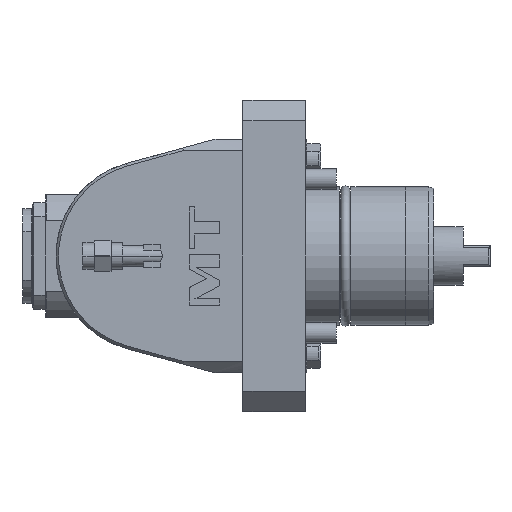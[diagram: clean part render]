
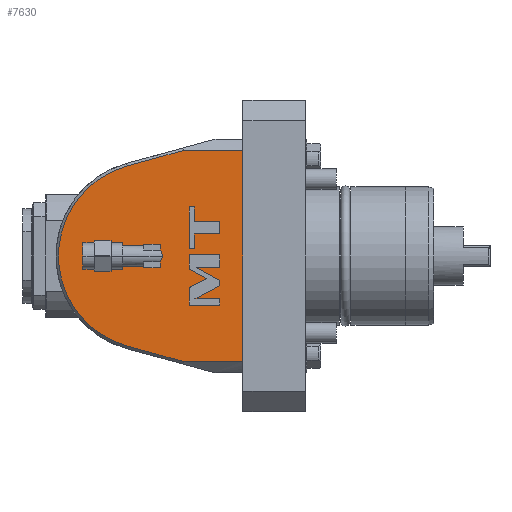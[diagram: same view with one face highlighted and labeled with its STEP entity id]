
A CAD part, front view. The second image highlights one B-rep face of the part: STEP entity #7630.
In plain terms, the highlighted planar face has unit normal (0, -1, 0).
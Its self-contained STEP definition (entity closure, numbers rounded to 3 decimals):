
#599=DIRECTION('',(0.,0.,-1.));
#600=VECTOR('',#599,82.365);
#601=CARTESIAN_POINT('',(-24.5,-45.,41.183));
#602=LINE('',#601,#600);
#780=DIRECTION('',(1.,0.,0.));
#781=VECTOR('',#780,23.29);
#782=CARTESIAN_POINT('',(-47.79,-45.,-41.183));
#783=LINE('',#782,#781);
#784=DIRECTION('',(1.,0.,0.));
#785=VECTOR('',#784,23.29);
#786=CARTESIAN_POINT('',(-47.79,-45.,41.183));
#787=LINE('',#786,#785);
#788=CARTESIAN_POINT('',(-60.,-45.,0.));
#789=DIRECTION('',(0.,1.,0.));
#790=DIRECTION('',(-1.,0.,0.));
#791=AXIS2_PLACEMENT_3D('',#788,#789,#790);
#793=CARTESIAN_POINT('',(-60.,-45.,0.));
#794=DIRECTION('',(0.,1.,0.));
#795=DIRECTION('',(1.,0.,0.));
#796=AXIS2_PLACEMENT_3D('',#793,#794,#795);
#798=CARTESIAN_POINT('',(-44.719,-45.,-11.863));
#799=CARTESIAN_POINT('',(-45.201,-45.,-12.112));
#800=CARTESIAN_POINT('',(-45.5,-45.,-12.604));
#801=CARTESIAN_POINT('',(-45.5,-45.,-13.146));
#803=DIRECTION('',(0.,0.,-1.));
#804=VECTOR('',#803,6.032);
#805=CARTESIAN_POINT('',(-45.5,-45.,-13.146));
#806=LINE('',#805,#804);
#807=DIRECTION('',(1.,0.,0.));
#808=VECTOR('',#807,12.);
#809=CARTESIAN_POINT('',(-45.5,-45.,-19.178));
#810=LINE('',#809,#808);
#811=DIRECTION('',(0.,0.,1.));
#812=VECTOR('',#811,2.496);
#813=CARTESIAN_POINT('',(-33.5,-45.,-19.178));
#814=LINE('',#813,#812);
#815=DIRECTION('',(-1.,0.,0.));
#816=VECTOR('',#815,9.721);
#817=CARTESIAN_POINT('',(-33.5,-45.,-16.682));
#818=LINE('',#817,#816);
#819=DIRECTION('',(0.888,0.,0.459));
#820=VECTOR('',#819,10.064);
#821=CARTESIAN_POINT('',(-43.221,-45.,-16.682));
#822=LINE('',#821,#820);
#823=CARTESIAN_POINT('',(-34.281,-45.,-12.059));
#824=CARTESIAN_POINT('',(-33.799,-45.,-11.81));
#825=CARTESIAN_POINT('',(-33.5,-45.,-11.318));
#826=CARTESIAN_POINT('',(-33.5,-45.,-10.775));
#828=DIRECTION('',(0.,0.,1.));
#829=VECTOR('',#828,1.252);
#830=CARTESIAN_POINT('',(-33.5,-45.,-10.775));
#831=LINE('',#830,#829);
#832=DIRECTION('',(-0.877,0.,0.481));
#833=VECTOR('',#832,10.412);
#834=CARTESIAN_POINT('',(-33.5,-45.,-9.523));
#835=LINE('',#834,#833);
#836=DIRECTION('',(1.,0.,0.));
#837=VECTOR('',#836,9.127);
#838=CARTESIAN_POINT('',(-42.627,-45.,-4.513));
#839=LINE('',#838,#837);
#840=DIRECTION('',(0.,0.,1.));
#841=VECTOR('',#840,5.05);
#842=CARTESIAN_POINT('',(-33.5,-45.,-4.513));
#843=LINE('',#842,#841);
#844=DIRECTION('',(-1.,0.,0.));
#845=VECTOR('',#844,12.);
#846=CARTESIAN_POINT('',(-33.5,-45.,0.537));
#847=LINE('',#846,#845);
#848=DIRECTION('',(0.,0.,-1.));
#849=VECTOR('',#848,5.693);
#850=CARTESIAN_POINT('',(-45.5,-45.,0.537));
#851=LINE('',#850,#849);
#852=DIRECTION('',(0.877,0.,-0.481));
#853=VECTOR('',#852,7.609);
#854=CARTESIAN_POINT('',(-45.5,-45.,-5.156));
#855=LINE('',#854,#853);
#856=DIRECTION('',(-0.888,0.,-0.459));
#857=VECTOR('',#856,6.63);
#858=CARTESIAN_POINT('',(-38.83,-45.,-8.818));
#859=LINE('',#858,#857);
#860=DIRECTION('',(1.,0.,0.));
#861=VECTOR('',#860,9.956);
#862=CARTESIAN_POINT('',(-43.456,-45.,8.607));
#863=LINE('',#862,#861);
#864=DIRECTION('',(0.,0.,1.));
#865=VECTOR('',#864,4.752);
#866=CARTESIAN_POINT('',(-33.5,-45.,8.607));
#867=LINE('',#866,#865);
#868=DIRECTION('',(-1.,0.,0.));
#869=VECTOR('',#868,9.956);
#870=CARTESIAN_POINT('',(-33.5,-45.,13.359));
#871=LINE('',#870,#869);
#872=DIRECTION('',(0.,0.,1.));
#873=VECTOR('',#872,5.818);
#874=CARTESIAN_POINT('',(-43.456,-45.,13.359));
#875=LINE('',#874,#873);
#876=DIRECTION('',(-1.,0.,0.));
#877=VECTOR('',#876,2.044);
#878=CARTESIAN_POINT('',(-43.456,-45.,19.177));
#879=LINE('',#878,#877);
#880=DIRECTION('',(0.,0.,-1.));
#881=VECTOR('',#880,16.388);
#882=CARTESIAN_POINT('',(-45.5,-45.,19.177));
#883=LINE('',#882,#881);
#884=DIRECTION('',(1.,0.,0.));
#885=VECTOR('',#884,2.044);
#886=CARTESIAN_POINT('',(-45.5,-45.,2.789));
#887=LINE('',#886,#885);
#888=DIRECTION('',(0.,0.,1.));
#889=VECTOR('',#888,5.818);
#890=CARTESIAN_POINT('',(-43.456,-45.,2.789));
#891=LINE('',#890,#889);
#1697=DIRECTION('',(-0.965,0.,-0.264));
#1698=VECTOR('',#1697,22.646);
#1699=CARTESIAN_POINT('',(-47.79,-45.,41.183));
#1700=LINE('',#1699,#1698);
#1716=CARTESIAN_POINT('',(-60.,-45.,0.));
#1717=DIRECTION('',(0.,-1.,0.));
#1718=DIRECTION('',(-0.264,0.,0.965));
#1719=AXIS2_PLACEMENT_3D('',#1716,#1717,#1718);
#1730=DIRECTION('',(-0.965,0.,0.264));
#1731=VECTOR('',#1730,22.646);
#1732=CARTESIAN_POINT('',(-47.79,-45.,-41.183));
#1733=LINE('',#1732,#1731);
#5831=CARTESIAN_POINT('',(-64.,-45.,0.));
#5832=CARTESIAN_POINT('',(-56.,-45.,0.));
#5833=VERTEX_POINT('',#5831);
#5834=VERTEX_POINT('',#5832);
#5960=CARTESIAN_POINT('',(-47.79,-45.,41.183));
#5961=CARTESIAN_POINT('',(-69.633,-45.,35.206));
#5962=VERTEX_POINT('',#5960);
#5963=VERTEX_POINT('',#5961);
#5968=CARTESIAN_POINT('',(-69.633,-45.,-35.206));
#5969=VERTEX_POINT('',#5968);
#5972=CARTESIAN_POINT('',(-47.79,-45.,-41.183));
#5973=VERTEX_POINT('',#5972);
#5992=CARTESIAN_POINT('',(-24.5,-45.,41.183));
#5993=CARTESIAN_POINT('',(-24.5,-45.,-41.183));
#5994=VERTEX_POINT('',#5992);
#5995=VERTEX_POINT('',#5993);
#6424=CARTESIAN_POINT('',(-44.719,-45.,-11.863));
#6425=VERTEX_POINT('',#6424);
#6426=CARTESIAN_POINT('',(-45.5,-45.,-13.146));
#6427=VERTEX_POINT('',#6426);
#6428=CARTESIAN_POINT('',(-45.5,-45.,-19.178));
#6429=VERTEX_POINT('',#6428);
#6430=CARTESIAN_POINT('',(-33.5,-45.,-19.178));
#6431=VERTEX_POINT('',#6430);
#6432=CARTESIAN_POINT('',(-33.5,-45.,-16.682));
#6433=VERTEX_POINT('',#6432);
#6434=CARTESIAN_POINT('',(-43.221,-45.,-16.682));
#6435=VERTEX_POINT('',#6434);
#6436=CARTESIAN_POINT('',(-34.281,-45.,-12.059));
#6437=VERTEX_POINT('',#6436);
#6438=CARTESIAN_POINT('',(-33.5,-45.,-10.775));
#6439=VERTEX_POINT('',#6438);
#6440=CARTESIAN_POINT('',(-33.5,-45.,-9.523));
#6441=VERTEX_POINT('',#6440);
#6442=CARTESIAN_POINT('',(-42.627,-45.,-4.513));
#6443=VERTEX_POINT('',#6442);
#6444=CARTESIAN_POINT('',(-33.5,-45.,-4.513));
#6445=VERTEX_POINT('',#6444);
#6446=CARTESIAN_POINT('',(-33.5,-45.,0.537));
#6447=VERTEX_POINT('',#6446);
#6448=CARTESIAN_POINT('',(-45.5,-45.,0.537));
#6449=VERTEX_POINT('',#6448);
#6450=CARTESIAN_POINT('',(-45.5,-45.,-5.156));
#6451=VERTEX_POINT('',#6450);
#6452=CARTESIAN_POINT('',(-38.83,-45.,-8.818));
#6453=VERTEX_POINT('',#6452);
#6454=CARTESIAN_POINT('',(-43.456,-45.,8.607));
#6455=VERTEX_POINT('',#6454);
#6456=CARTESIAN_POINT('',(-33.5,-45.,8.607));
#6457=VERTEX_POINT('',#6456);
#6458=CARTESIAN_POINT('',(-33.5,-45.,13.359));
#6459=VERTEX_POINT('',#6458);
#6460=CARTESIAN_POINT('',(-43.456,-45.,13.359));
#6461=VERTEX_POINT('',#6460);
#6462=CARTESIAN_POINT('',(-43.456,-45.,19.177));
#6463=VERTEX_POINT('',#6462);
#6464=CARTESIAN_POINT('',(-45.5,-45.,19.177));
#6465=VERTEX_POINT('',#6464);
#6466=CARTESIAN_POINT('',(-45.5,-45.,2.789));
#6467=VERTEX_POINT('',#6466);
#6468=CARTESIAN_POINT('',(-43.456,-45.,2.789));
#6469=VERTEX_POINT('',#6468);
#7557=CARTESIAN_POINT('',(-70.767,-45.,12.831));
#7558=DIRECTION('',(0.,1.,0.));
#7559=DIRECTION('',(0.,0.,-1.));
#7560=AXIS2_PLACEMENT_3D('',#7557,#7558,#7559);
#7561=PLANE('',#7560);
#7562=ORIENTED_EDGE('',*,*,#7242,.T.);
#7564=ORIENTED_EDGE('',*,*,#7563,.F.);
#7566=ORIENTED_EDGE('',*,*,#7565,.T.);
#7568=ORIENTED_EDGE('',*,*,#7567,.F.);
#7570=ORIENTED_EDGE('',*,*,#7569,.F.);
#7571=ORIENTED_EDGE('',*,*,#7547,.T.);
#7572=EDGE_LOOP('',(#7562,#7564,#7566,#7568,#7570,#7571));
#7573=FACE_OUTER_BOUND('',#7572,.F.);
#7575=ORIENTED_EDGE('',*,*,#7574,.F.);
#7577=ORIENTED_EDGE('',*,*,#7576,.F.);
#7578=EDGE_LOOP('',(#7575,#7577));
#7579=FACE_BOUND('',#7578,.F.);
#7581=ORIENTED_EDGE('',*,*,#7580,.T.);
#7583=ORIENTED_EDGE('',*,*,#7582,.T.);
#7585=ORIENTED_EDGE('',*,*,#7584,.T.);
#7587=ORIENTED_EDGE('',*,*,#7586,.T.);
#7589=ORIENTED_EDGE('',*,*,#7588,.T.);
#7591=ORIENTED_EDGE('',*,*,#7590,.T.);
#7593=ORIENTED_EDGE('',*,*,#7592,.T.);
#7595=ORIENTED_EDGE('',*,*,#7594,.T.);
#7597=ORIENTED_EDGE('',*,*,#7596,.T.);
#7599=ORIENTED_EDGE('',*,*,#7598,.T.);
#7601=ORIENTED_EDGE('',*,*,#7600,.T.);
#7603=ORIENTED_EDGE('',*,*,#7602,.T.);
#7605=ORIENTED_EDGE('',*,*,#7604,.T.);
#7607=ORIENTED_EDGE('',*,*,#7606,.T.);
#7609=ORIENTED_EDGE('',*,*,#7608,.T.);
#7610=EDGE_LOOP('',(#7581,#7583,#7585,#7587,#7589,#7591,#7593,#7595,#7597,#7599,
#7601,#7603,#7605,#7607,#7609));
#7611=FACE_BOUND('',#7610,.F.);
#7613=ORIENTED_EDGE('',*,*,#7612,.T.);
#7615=ORIENTED_EDGE('',*,*,#7614,.T.);
#7617=ORIENTED_EDGE('',*,*,#7616,.T.);
#7619=ORIENTED_EDGE('',*,*,#7618,.T.);
#7621=ORIENTED_EDGE('',*,*,#7620,.T.);
#7623=ORIENTED_EDGE('',*,*,#7622,.T.);
#7625=ORIENTED_EDGE('',*,*,#7624,.T.);
#7627=ORIENTED_EDGE('',*,*,#7626,.T.);
#7628=EDGE_LOOP('',(#7613,#7615,#7617,#7619,#7621,#7623,#7625,#7627));
#7629=FACE_BOUND('',#7628,.F.);
#7630=ADVANCED_FACE('',(#7573,#7579,#7611,#7629),#7561,.F.);
#792=CIRCLE('',#791,4.);
#797=CIRCLE('',#796,4.);
#802=B_SPLINE_CURVE_WITH_KNOTS('',3,(#798,#799,#800,#801),.UNSPECIFIED.,.F.,.F.,
(4,4),(0.,1.),.UNSPECIFIED.);
#827=B_SPLINE_CURVE_WITH_KNOTS('',3,(#823,#824,#825,#826),.UNSPECIFIED.,.F.,.F.,
(4,4),(0.,1.),.UNSPECIFIED.);
#1720=CIRCLE('',#1719,36.5);
#7242=EDGE_CURVE('',#5994,#5995,#602,.T.);
#7547=EDGE_CURVE('',#5962,#5994,#787,.T.);
#7563=EDGE_CURVE('',#5973,#5995,#783,.T.);
#7565=EDGE_CURVE('',#5973,#5969,#1733,.T.);
#7567=EDGE_CURVE('',#5963,#5969,#1720,.T.);
#7569=EDGE_CURVE('',#5962,#5963,#1700,.T.);
#7574=EDGE_CURVE('',#5833,#5834,#792,.T.);
#7576=EDGE_CURVE('',#5834,#5833,#797,.T.);
#7580=EDGE_CURVE('',#6425,#6427,#802,.T.);
#7582=EDGE_CURVE('',#6427,#6429,#806,.T.);
#7584=EDGE_CURVE('',#6429,#6431,#810,.T.);
#7586=EDGE_CURVE('',#6431,#6433,#814,.T.);
#7588=EDGE_CURVE('',#6433,#6435,#818,.T.);
#7590=EDGE_CURVE('',#6435,#6437,#822,.T.);
#7592=EDGE_CURVE('',#6437,#6439,#827,.T.);
#7594=EDGE_CURVE('',#6439,#6441,#831,.T.);
#7596=EDGE_CURVE('',#6441,#6443,#835,.T.);
#7598=EDGE_CURVE('',#6443,#6445,#839,.T.);
#7600=EDGE_CURVE('',#6445,#6447,#843,.T.);
#7602=EDGE_CURVE('',#6447,#6449,#847,.T.);
#7604=EDGE_CURVE('',#6449,#6451,#851,.T.);
#7606=EDGE_CURVE('',#6451,#6453,#855,.T.);
#7608=EDGE_CURVE('',#6453,#6425,#859,.T.);
#7612=EDGE_CURVE('',#6455,#6457,#863,.T.);
#7614=EDGE_CURVE('',#6457,#6459,#867,.T.);
#7616=EDGE_CURVE('',#6459,#6461,#871,.T.);
#7618=EDGE_CURVE('',#6461,#6463,#875,.T.);
#7620=EDGE_CURVE('',#6463,#6465,#879,.T.);
#7622=EDGE_CURVE('',#6465,#6467,#883,.T.);
#7624=EDGE_CURVE('',#6467,#6469,#887,.T.);
#7626=EDGE_CURVE('',#6469,#6455,#891,.T.);
